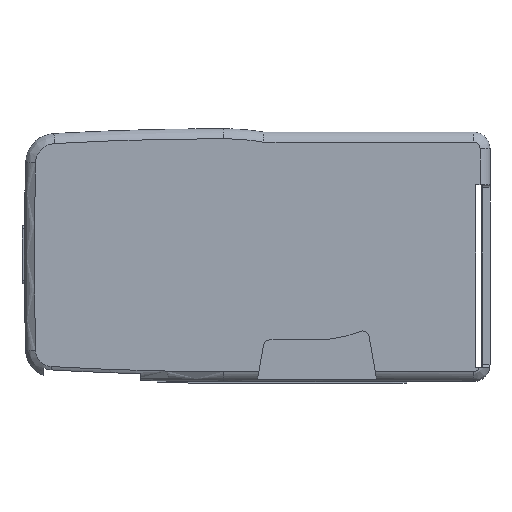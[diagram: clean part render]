
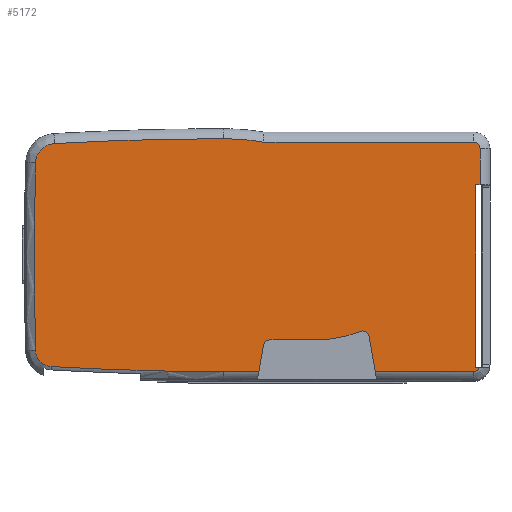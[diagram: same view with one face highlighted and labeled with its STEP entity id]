
A CAD part, front view. The second image highlights one B-rep face of the part: STEP entity #5172.
In plain terms, the highlighted planar face has unit normal (0, -1, 0).
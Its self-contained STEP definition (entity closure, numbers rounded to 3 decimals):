
#3382=CARTESIAN_POINT('POINT162',(31.884,-13.5,
   -64.153));
#3383=VERTEX_POINT('VERTEX162',#3382);
#3401=CARTESIAN_POINT('POINT165',(33.853,-13.5,
   -62.5));
#3402=VERTEX_POINT('VERTEX165',#3401);
#3409=CARTESIAN_POINT('POS257',(33.853,-13.5,
   -64.5));
#3410=DIRECTION('DIR394',(0.,1.,0.));
#3411=DIRECTION('DIR395',(1.,0.,0.));
#3412=AXIS2_PLACEMENT_3D('AXIS138',#3409,#3410,#3411);
#3413=CIRCLE('ELLIPSE69',#3412,2.);
#3414=EDGE_CURVE('EDGE238',#3402,#3383,#3413,.F.);
#3424=CARTESIAN_POINT('POINT166',(-36.6,-13.5,
   -9.265));
#3425=VERTEX_POINT('VERTEX166',#3424);
#3435=CARTESIAN_POINT('POINT167',(-36.603,-13.5,
   -65.649));
#3436=VERTEX_POINT('VERTEX167',#3435);
#3444=CARTESIAN_POINT('POS261',(960.,-13.5,
   -37.5));
#3445=DIRECTION('DIR402',(0.,1.,0.));
#3446=DIRECTION('DIR403',(0.,0.,1.));
#3447=AXIS2_PLACEMENT_3D('AXIS142',#3444,#3445,#3446);
#3448=CIRCLE('ELLIPSE72',#3447,997.);
#3449=EDGE_CURVE('EDGE241',#3436,#3425,#3448,.T.);
#3459=CARTESIAN_POINT('POINT168',(-30.943,-13.5,
   -3.444));
#3460=VERTEX_POINT('VERTEX168',#3459);
#3470=CARTESIAN_POINT('POS264',(-30.603,-13.5,
   -9.435));
#3471=DIRECTION('DIR408',(0.,1.,0.));
#3472=DIRECTION('DIR409',(0.,0.,1.));
#3473=AXIS2_PLACEMENT_3D('AXIS145',#3470,#3471,#3472);
#3474=CIRCLE('ELLIPSE74',#3473,6.);
#3475=EDGE_CURVE('EDGE243',#3425,#3460,#3474,.T.);
#3562=CARTESIAN_POINT('POINT169',(19.967,-13.5,
   -2.));
#3563=VERTEX_POINT('VERTEX169',#3562);
#3573=CARTESIAN_POINT('POS266',(19.967,-13.5,
   -900.));
#3574=DIRECTION('DIR412',(0.,1.,0.));
#3575=DIRECTION('DIR413',(0.,0.,1.));
#3576=AXIS2_PLACEMENT_3D('AXIS147',#3573,#3574,#3575);
#3577=CIRCLE('ELLIPSE76',#3576,898.);
#3578=EDGE_CURVE('EDGE245',#3460,#3563,#3577,.T.);
#3588=CARTESIAN_POINT('POINT170',(31.748,-13.5,
   -3.));
#3589=VERTEX_POINT('VERTEX170',#3588);
#3605=CARTESIAN_POINT('POS268',(19.967,-13.5,
   -71.901));
#3606=DIRECTION('DIR416',(0.,1.,0.));
#3607=DIRECTION('DIR417',(0.,0.,1.));
#3608=AXIS2_PLACEMENT_3D('AXIS149',#3605,#3606,#3607);
#3609=CIRCLE('ELLIPSE77',#3608,69.901);
#3610=EDGE_CURVE('EDGE247',#3563,#3589,#3609,.T.);
#3620=CARTESIAN_POINT('POINT171',(95.,-13.5,-3.));
#3621=VERTEX_POINT('VERTEX171',#3620);
#3631=CARTESIAN_POINT('POS271',(32.,-13.5,
   -3.));
#3632=DIRECTION('DIR422',(1.,0.,0.));
#3633=VECTOR('VEC120',#3632,1.);
#3634=LINE('STRAIGHT120',#3631,#3633);
#3635=EDGE_CURVE('EDGE249',#3589,#3621,#3634,.T.);
#3645=CARTESIAN_POINT('POINT172',(97.,-13.5,-5.));
#3646=VERTEX_POINT('VERTEX172',#3645);
#3656=CARTESIAN_POINT('POS274',(95.,-13.5,-5.));
#3657=DIRECTION('DIR427',(0.,1.,0.));
#3658=DIRECTION('DIR428',(0.,0.,1.));
#3659=AXIS2_PLACEMENT_3D('AXIS154',#3656,#3657,#3658);
#3660=CIRCLE('ELLIPSE80',#3659,2.);
#3661=EDGE_CURVE('EDGE251',#3621,#3646,#3660,.T.);
#3732=CARTESIAN_POINT('POINT174',(97.,-13.5,-15.8));
#3733=VERTEX_POINT('VERTEX174',#3732);
#3748=CARTESIAN_POINT('POS277',(97.,-13.5,-5.));
#3749=DIRECTION('DIR432',(0.,0.,-1.));
#3750=VECTOR('VEC122',#3749,1.);
#3751=LINE('STRAIGHT122',#3748,#3750);
#3752=EDGE_CURVE('EDGE254',#3646,#3733,#3751,.T.);
#3762=CARTESIAN_POINT('POINT175',(61.673,-13.5,
   -59.796));
#3763=VERTEX_POINT('VERTEX175',#3762);
#3781=CARTESIAN_POINT('POINT178',(63.643,-13.5,
   -61.449));
#3782=VERTEX_POINT('VERTEX178',#3781);
#3789=CARTESIAN_POINT('POS282',(61.673,-13.5,
   -61.796));
#3790=DIRECTION('DIR439',(0.,1.,0.));
#3791=DIRECTION('DIR440',(1.,0.,0.));
#3792=AXIS2_PLACEMENT_3D('AXIS158',#3789,#3790,#3791);
#3793=CIRCLE('ELLIPSE83',#3792,2.);
#3794=EDGE_CURVE('EDGE258',#3782,#3763,#3793,.F.);
#3804=CARTESIAN_POINT('POINT179',(47.217,-13.5,
   -62.5));
#3805=VERTEX_POINT('VERTEX179',#3804);
#3822=CARTESIAN_POINT('POS286',(47.217,-13.5,
   -22.5));
#3823=DIRECTION('DIR446',(0.,1.,0.));
#3824=DIRECTION('DIR447',(1.,0.,0.));
#3825=AXIS2_PLACEMENT_3D('AXIS161',#3822,#3823,#3824);
#3826=CIRCLE('ELLIPSE85',#3825,40.);
#3827=EDGE_CURVE('EDGE261',#3805,#3763,#3826,.F.);
#3845=CARTESIAN_POINT('POS289',(23.609,-13.5,
   -62.5));
#3846=DIRECTION('DIR451',(1.,0.,0.));
#3847=VECTOR('VEC127',#3846,1.);
#3848=LINE('STRAIGHT127',#3845,#3847);
#3849=EDGE_CURVE('EDGE263',#3805,#3402,#3848,.F.);
#4091=CARTESIAN_POINT('POINT195',(30.5,-13.5,-72.));
#4092=VERTEX_POINT('VERTEX195',#4091);
#4107=CARTESIAN_POINT('POS320',(36.888,-13.5,
   -35.77));
#4108=DIRECTION('DIR496',(0.174,0.,
   0.985));
#4109=VECTOR('VEC144',#4108,1.);
#4110=LINE('STRAIGHT144',#4107,#4109);
#4111=EDGE_CURVE('EDGE286',#3383,#4092,#4110,.F.);
#4150=CARTESIAN_POINT('POINT197',(65.503,-13.5,
   -72.));
#4151=VERTEX_POINT('VERTEX197',#4150);
#4159=CARTESIAN_POINT('POS326',(58.888,-13.5,
   -34.485));
#4160=DIRECTION('DIR505',(0.174,0.,
   -0.985));
#4161=VECTOR('VEC147',#4160,1.);
#4162=LINE('STRAIGHT147',#4159,#4161);
#4163=EDGE_CURVE('EDGE290',#4151,#3782,#4162,.F.);
#4173=CARTESIAN_POINT('POINT198',(96.833,-13.5,
   -70.8));
#4174=VERTEX_POINT('VERTEX198',#4173);
#4175=CARTESIAN_POINT('POINT199',(95.,-13.5,-72.));
#4176=VERTEX_POINT('VERTEX199',#4175);
#4177=CARTESIAN_POINT('POS328',(95.,-13.5,-70.));
#4178=DIRECTION('DIR508',(0.,1.,0.));
#4179=DIRECTION('DIR509',(0.,0.,1.));
#4180=AXIS2_PLACEMENT_3D('AXIS181',#4177,#4178,#4179);
#4181=CIRCLE('ELLIPSE93',#4180,2.);
#4182=EDGE_CURVE('EDGE291',#4174,#4176,#4181,.T.);
#4557=CARTESIAN_POINT('POINT215',(95.739,-13.5,
   -70.8));
#4558=VERTEX_POINT('VERTEX215',#4557);
#4576=CARTESIAN_POINT('POINT218',(95.739,-13.5,
   -15.8));
#4577=VERTEX_POINT('VERTEX218',#4576);
#4585=CARTESIAN_POINT('POS347',(95.739,-13.5,
   -70.8));
#4586=DIRECTION('DIR540',(0.,0.,1.));
#4587=VECTOR('VEC154',#4586,1.);
#4588=LINE('STRAIGHT154',#4585,#4587);
#4589=EDGE_CURVE('EDGE316',#4577,#4558,#4588,.F.);
#4601=CARTESIAN_POINT('POS349',(50.,-13.5,-15.8));
#4602=DIRECTION('DIR543',(-1.,0.,0.));
#4603=VECTOR('VEC155',#4602,1.);
#4604=LINE('STRAIGHT155',#4601,#4603);
#4605=EDGE_CURVE('EDGE317',#3733,#4577,#4604,.T.);
#5027=CARTESIAN_POINT('POINT236',(-31.894,-13.5,
   -70.5));
#5028=VERTEX_POINT('VERTEX236',#5027);
#5036=CARTESIAN_POINT('POS388',(-31.605,-13.5,
   -65.508));
#5037=DIRECTION('DIR609',(0.,1.,0.));
#5038=DIRECTION('DIR610',(0.,0.,1.));
#5039=AXIS2_PLACEMENT_3D('AXIS222',#5036,#5037,#5038);
#5040=CIRCLE('ELLIPSE118',#5039,5.);
#5041=EDGE_CURVE('EDGE348',#5028,#3436,#5040,.T.);
#5121=ORIENTED_EDGE('COEDGE630',*,*,#3849,.F.);
#5122=ORIENTED_EDGE('COEDGE631',*,*,#3827,.T.);
#5123=ORIENTED_EDGE('COEDGE632',*,*,#3794,.F.);
#5124=ORIENTED_EDGE('COEDGE633',*,*,#4163,.F.);
#5125=CARTESIAN_POINT('POS390',(95.,-13.5,-72.));
#5126=DIRECTION('DIR613',(-1.,0.,0.));
#5127=VECTOR('VEC167',#5126,1.);
#5128=LINE('STRAIGHT167',#5125,#5127);
#5129=EDGE_CURVE('EDGE350',#4176,#4151,#5128,.T.);
#5130=ORIENTED_EDGE('COEDGE634',*,*,#5129,.F.);
#5131=ORIENTED_EDGE('COEDGE635',*,*,#4182,.F.);
#5132=CARTESIAN_POINT('POS391',(50.,-13.5,-70.8));
#5133=DIRECTION('DIR614',(-1.,0.,0.));
#5134=VECTOR('VEC168',#5133,1.);
#5135=LINE('STRAIGHT168',#5132,#5134);
#5136=EDGE_CURVE('EDGE351',#4174,#4558,#5135,.T.);
#5137=ORIENTED_EDGE('COEDGE636',*,*,#5136,.T.);
#5138=ORIENTED_EDGE('COEDGE637',*,*,#4589,.F.);
#5139=ORIENTED_EDGE('COEDGE638',*,*,#4605,.F.);
#5140=ORIENTED_EDGE('COEDGE639',*,*,#3752,.F.);
#5141=ORIENTED_EDGE('COEDGE640',*,*,#3661,.F.);
#5142=ORIENTED_EDGE('COEDGE641',*,*,#3635,.F.);
#5143=ORIENTED_EDGE('COEDGE642',*,*,#3610,.F.);
#5144=ORIENTED_EDGE('COEDGE643',*,*,#3578,.F.);
#5145=ORIENTED_EDGE('COEDGE644',*,*,#3475,.F.);
#5146=ORIENTED_EDGE('COEDGE645',*,*,#3449,.F.);
#5147=ORIENTED_EDGE('COEDGE646',*,*,#5041,.F.);
#5148=CARTESIAN_POINT('POINT237',(19.967,-13.5,
   -72.));
#5149=VERTEX_POINT('VERTEX237',#5148);
#5150=CARTESIAN_POINT('POS392',(19.967,-13.5,
   825.));
#5151=DIRECTION('DIR615',(0.,1.,0.));
#5152=DIRECTION('DIR616',(0.,0.,1.));
#5153=AXIS2_PLACEMENT_3D('AXIS224',#5150,#5151,#5152);
#5154=CIRCLE('ELLIPSE120',#5153,897.);
#5155=EDGE_CURVE('EDGE352',#5149,#5028,#5154,.T.);
#5156=ORIENTED_EDGE('COEDGE647',*,*,#5155,.F.);
#5157=CARTESIAN_POINT('POS393',(95.,-13.5,-72.));
#5158=DIRECTION('DIR617',(-1.,0.,0.));
#5159=VECTOR('VEC169',#5158,1.);
#5160=LINE('STRAIGHT169',#5157,#5159);
#5161=EDGE_CURVE('EDGE353',#4092,#5149,#5160,.T.);
#5162=ORIENTED_EDGE('COEDGE648',*,*,#5161,.F.);
#5163=ORIENTED_EDGE('COEDGE649',*,*,#4111,.F.);
#5164=ORIENTED_EDGE('COEDGE650',*,*,#3414,.F.);
#5165=EDGE_LOOP('NONE',(#5121,#5122,#5123,#5124,#5130,#5131,#5137,#5138,
   #5139,#5140,#5141,#5142,#5143,#5144,#5145,#5146,#5147,#5156,#5162,
   #5163,#5164));
#5166=FACE_BOUND('LOOP1',#5165,.T.);
#5167=CARTESIAN_POINT('POS394',(0.,-13.5,0.));
#5168=DIRECTION('DIR618',(0.,1.,0.));
#5169=DIRECTION('DIR619',(1.,0.,0.));
#5170=AXIS2_PLACEMENT_3D('AXIS225',#5167,#5168,#5169);
#5171=PLANE('PLANE49',#5170);
#5172=ADVANCED_FACE('FACE118',(#5166),#5171,.F.);
